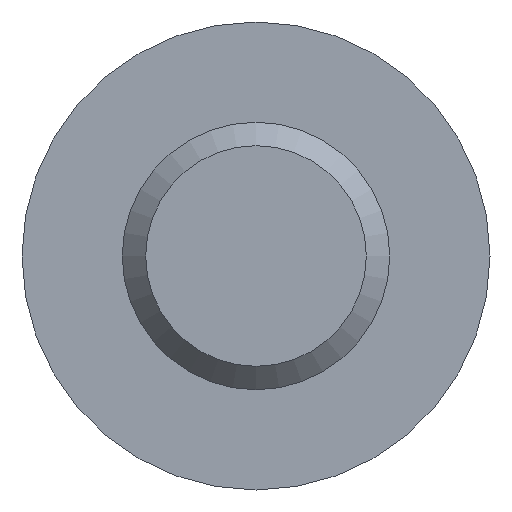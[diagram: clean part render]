
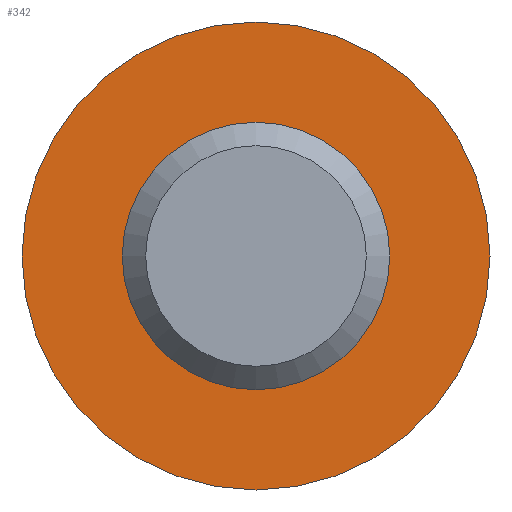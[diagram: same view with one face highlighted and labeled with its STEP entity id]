
A CAD part, front view. The second image highlights one B-rep face of the part: STEP entity #342.
In plain terms, the highlighted planar face has unit normal (0, -1, 0).
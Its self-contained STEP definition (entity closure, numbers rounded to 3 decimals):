
#21 = ORIENTED_EDGE ( 'NONE', *, *, #192, .T. ) ;
#34 = CIRCLE ( 'NONE', #278, 2. ) ;
#71 = CARTESIAN_POINT ( 'NONE',  ( 0., 20., 0. ) ) ;
#85 = CARTESIAN_POINT ( 'NONE',  ( 0., 20., -2. ) ) ;
#90 = DIRECTION ( 'NONE',  ( 0., -1., 0. ) ) ;
#92 = DIRECTION ( 'NONE',  ( 0., 0., -1. ) ) ;
#97 = DIRECTION ( 'NONE',  ( 0., 1., 0. ) ) ;
#135 = EDGE_LOOP ( 'NONE', ( #21 ) ) ;
#164 = VERTEX_POINT ( 'NONE', #85 ) ;
#177 = EDGE_LOOP ( 'NONE', ( #262 ) ) ;
#181 = PLANE ( 'NONE',  #310 ) ;
#192 = EDGE_CURVE ( 'NONE', #469, #469, #514, .T. ) ;
#199 = CARTESIAN_POINT ( 'NONE',  ( 0., 20., -3.5 ) ) ;
#231 = DIRECTION ( 'NONE',  ( 0., 0., 1. ) ) ;
#262 = ORIENTED_EDGE ( 'NONE', *, *, #513, .F. ) ;
#278 = AXIS2_PLACEMENT_3D ( 'NONE', #71, #452, #376 ) ;
#310 = AXIS2_PLACEMENT_3D ( 'NONE', #410, #97, #231 ) ;
#325 = FACE_OUTER_BOUND ( 'NONE', #135, .T. ) ;
#342 = ADVANCED_FACE ( 'NONE', ( #530, #325 ), #181, .F. ) ;
#376 = DIRECTION ( 'NONE',  ( 0., 0., -1. ) ) ;
#410 = CARTESIAN_POINT ( 'NONE',  ( -2., 20., 0. ) ) ;
#452 = DIRECTION ( 'NONE',  ( 0., -1., 0. ) ) ;
#457 = AXIS2_PLACEMENT_3D ( 'NONE', #510, #90, #92 ) ;
#469 = VERTEX_POINT ( 'NONE', #199 ) ;
#510 = CARTESIAN_POINT ( 'NONE',  ( 0., 20., 0. ) ) ;
#513 = EDGE_CURVE ( 'NONE', #164, #164, #34, .T. ) ;
#514 = CIRCLE ( 'NONE', #457, 3.5 ) ;
#530 = FACE_BOUND ( 'NONE', #177, .T. ) ;
